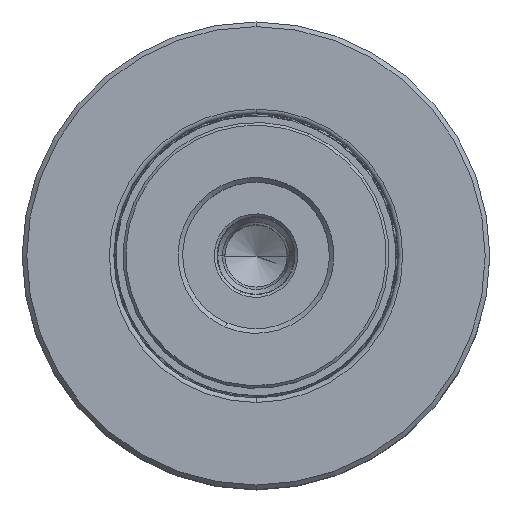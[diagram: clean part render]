
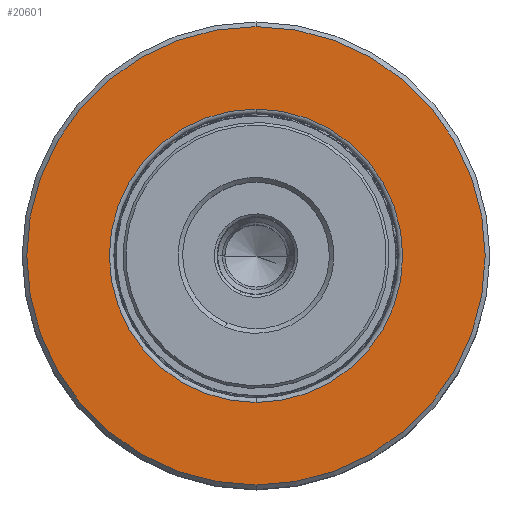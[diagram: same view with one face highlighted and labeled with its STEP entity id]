
A CAD part, top view. The second image highlights one B-rep face of the part: STEP entity #20601.
In plain terms, the highlighted face is planar.
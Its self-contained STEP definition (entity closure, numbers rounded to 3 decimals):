
#742 = CIRCLE ( 'NONE', #9677, 25. ) ;
#1080 = CARTESIAN_POINT ( 'NONE',  ( 25., 15.687, 0. ) ) ;
#3301 = VERTEX_POINT ( 'NONE', #37351 ) ;
#3935 = CARTESIAN_POINT ( 'NONE',  ( 0., 15.687, -16. ) ) ;
#4299 = CARTESIAN_POINT ( 'NONE',  ( 0., 15.687, 0. ) ) ;
#4556 = CIRCLE ( 'NONE', #34060, 25. ) ;
#6254 = EDGE_CURVE ( 'NONE', #3301, #32371, #4556, .T. ) ;
#7686 = ORIENTED_EDGE ( 'NONE', *, *, #6254, .F. ) ;
#8832 = PLANE ( 'NONE',  #43885 ) ;
#9677 = AXIS2_PLACEMENT_3D ( 'NONE', #46533, #22121, #22630 ) ;
#10034 = CARTESIAN_POINT ( 'NONE',  ( 0., 15.687, -25. ) ) ;
#14864 = ORIENTED_EDGE ( 'NONE', *, *, #22637, .T. ) ;
#17181 = VERTEX_POINT ( 'NONE', #3935 ) ;
#17615 = CARTESIAN_POINT ( 'NONE',  ( 0., 15.687, 0. ) ) ;
#17998 = CARTESIAN_POINT ( 'NONE',  ( 0., 15.687, 0. ) ) ;
#18811 = CIRCLE ( 'NONE', #44583, 16. ) ;
#18987 = ORIENTED_EDGE ( 'NONE', *, *, #33939, .F. ) ;
#19468 = FACE_BOUND ( 'NONE', #22771, .T. ) ;
#20601 = ADVANCED_FACE ( 'NONE', ( #19468, #32787 ), #8832, .T. ) ;
#20823 = DIRECTION ( 'NONE',  ( 0., 1., 0. ) ) ;
#21556 = DIRECTION ( 'NONE',  ( 0., -1., 0. ) ) ;
#22121 = DIRECTION ( 'NONE',  ( 0., -1., 0. ) ) ;
#22630 = DIRECTION ( 'NONE',  ( 0., 0., -1. ) ) ;
#22637 = EDGE_CURVE ( 'NONE', #43358, #17181, #18811, .T. ) ;
#22771 = EDGE_LOOP ( 'NONE', ( #28097, #14864 ) ) ;
#23588 = CIRCLE ( 'NONE', #39984, 16. ) ;
#24247 = DIRECTION ( 'NONE',  ( 0., 0., -1. ) ) ;
#28097 = ORIENTED_EDGE ( 'NONE', *, *, #28743, .T. ) ;
#28743 = EDGE_CURVE ( 'NONE', #17181, #43358, #23588, .T. ) ;
#29591 = CARTESIAN_POINT ( 'NONE',  ( 0., 15.687, 16. ) ) ;
#31652 = EDGE_LOOP ( 'NONE', ( #18987, #7686 ) ) ;
#32371 = VERTEX_POINT ( 'NONE', #10034 ) ;
#32535 = DIRECTION ( 'NONE',  ( 0., -1., 0. ) ) ;
#32787 = FACE_OUTER_BOUND ( 'NONE', #31652, .T. ) ;
#33720 = DIRECTION ( 'NONE',  ( 0., 0., -1. ) ) ;
#33939 = EDGE_CURVE ( 'NONE', #32371, #3301, #742, .T. ) ;
#34060 = AXIS2_PLACEMENT_3D ( 'NONE', #4299, #32535, #24247 ) ;
#37351 = CARTESIAN_POINT ( 'NONE',  ( 0., 15.687, 25. ) ) ;
#37356 = DIRECTION ( 'NONE',  ( 0., -1., 0. ) ) ;
#39984 = AXIS2_PLACEMENT_3D ( 'NONE', #17998, #21556, #33720 ) ;
#41006 = DIRECTION ( 'NONE',  ( 0., 0., -1. ) ) ;
#43358 = VERTEX_POINT ( 'NONE', #29591 ) ;
#43885 = AXIS2_PLACEMENT_3D ( 'NONE', #1080, #20823, #48964 ) ;
#44583 = AXIS2_PLACEMENT_3D ( 'NONE', #17615, #37356, #41006 ) ;
#46533 = CARTESIAN_POINT ( 'NONE',  ( 0., 15.687, 0. ) ) ;
#48964 = DIRECTION ( 'NONE',  ( 0., 0., 1. ) ) ;
